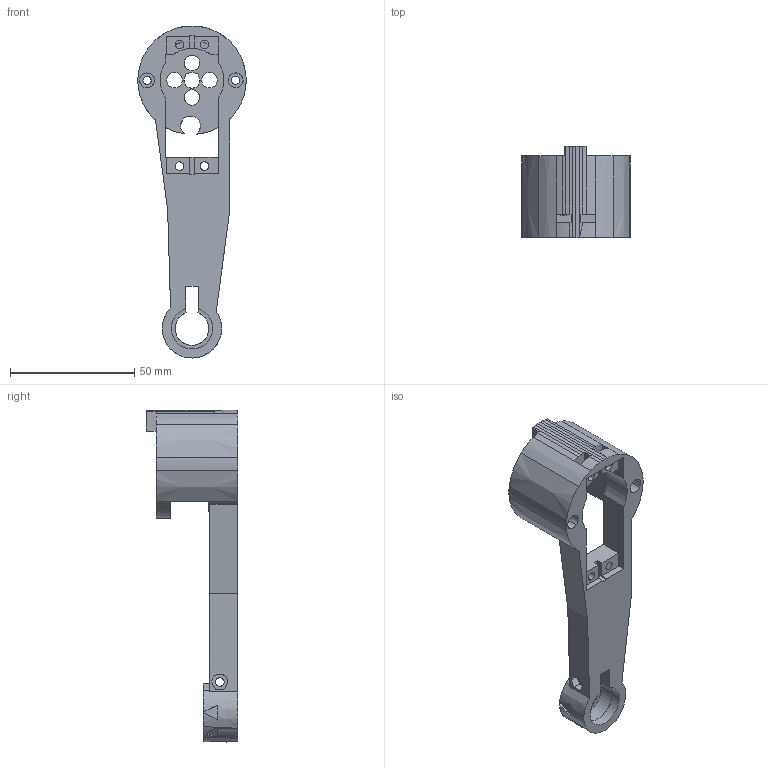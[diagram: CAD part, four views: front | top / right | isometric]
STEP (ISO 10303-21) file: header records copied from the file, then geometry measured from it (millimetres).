
FILE_DESCRIPTION(/* description */ (''),/* implementation_level */ '2;1');
FILE_NAME(/* name */ 'femur_l_b.step',/* time_stamp */ '2024-04-21T16:12:33+02:00',/* author */ (''),/* organization */ (''),/* preprocessor_version */ 'ST-DEVELOPER v20',/* originating_system */ 'Autodesk Translation Framework v12.20.1.177',/* authorisation */ '');
FILE_SCHEMA (('AUTOMOTIVE_DESIGN { 1 0 10303 214 3 1 1 }'));
Length unit declared in the file: millimetre
Products named in the file (1): femur_l_b
Bounding box: 43.64 x 36.72 x 133.76 mm (x, y, z)
Volume: 40599.2 mm3; surface area: 18811.7 mm2
Topology: 1 solids, 1 shells, 200 faces, 611 edges, 409 vertices
Faces by surface type: plane 108, cone 71, cylinder 18, sphere 2, bspline 1
Entity records: 9707 total; most frequent: CARTESIAN_POINT 4118, ORIENTED_EDGE 1218, DIRECTION 1134, EDGE_CURVE 609, AXIS2_PLACEMENT_3D 416, VERTEX_POINT 409, LINE 302, VECTOR 302
